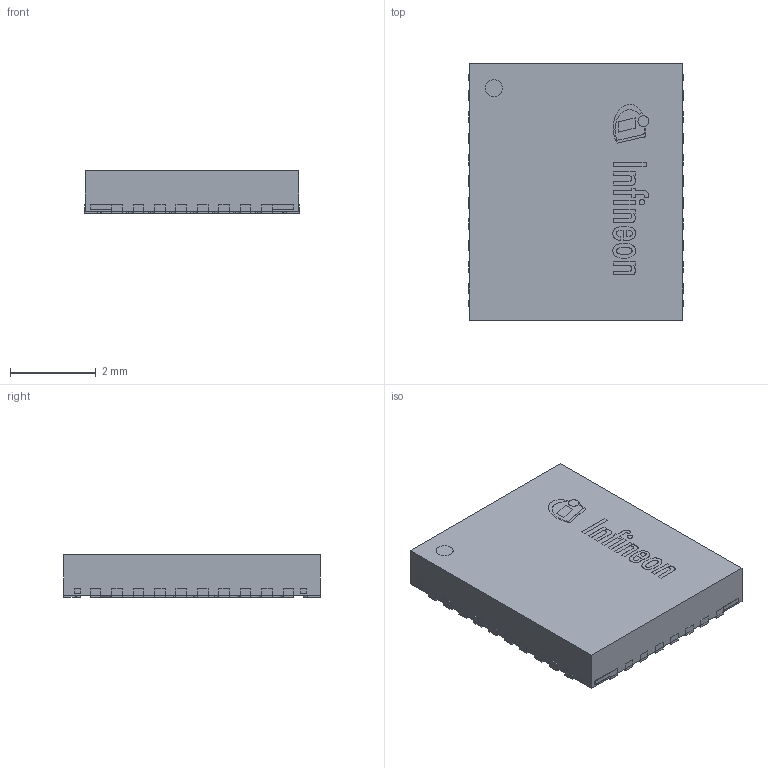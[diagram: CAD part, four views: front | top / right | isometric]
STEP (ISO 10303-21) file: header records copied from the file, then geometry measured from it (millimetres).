
FILE_DESCRIPTION(/* description */ (''),/* implementation_level */ '2;1');
FILE_NAME(/* name */ 'PG-IQFN-36-3_Z8B00192060_V04_3D.stp',/* time_stamp */ '2022-06-15T17:26:17+06:00',/* author */ ('janartha'),/* organization */ (''),/* preprocessor_version */ 'ST-DEVELOPER v16.13',/* originating_system */ 'AutoCAD Mechanical',/* authorisation */ '');
FILE_SCHEMA (('AUTOMOTIVE_DESIGN { 1 0 10303 214 3 1 1 }'));
Length unit declared in the file: millimetre
Products named in the file (1): Product
Bounding box: 5 x 6 x 1 mm (x, y, z)
Surface area: 135.5 mm2
Topology: 42 solids, 42 shells, 414 faces, 987 edges, 658 vertices
Faces by surface type: plane 322, cylinder 74, bspline 18
Full cylindrical faces by diameter (mm): 0.126 x1, 0.255 x1, 0.399 x2
Entity records: 12073 total; most frequent: CARTESIAN_POINT 2462, ORIENTED_EDGE 1966, DIRECTION 1889, EDGE_CURVE 983, LINE 799, VECTOR 799, VERTEX_POINT 658, AXIS2_PLACEMENT_3D 545
